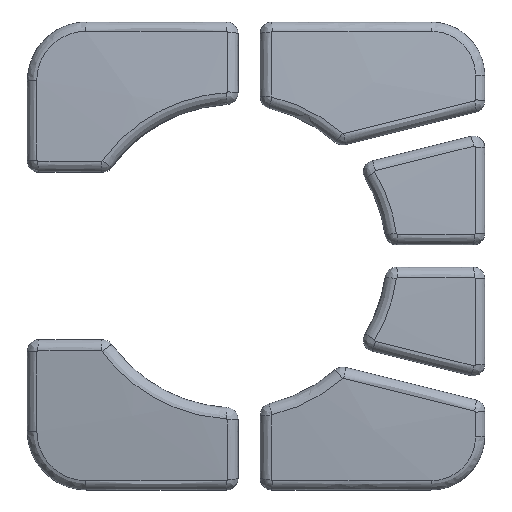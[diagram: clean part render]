
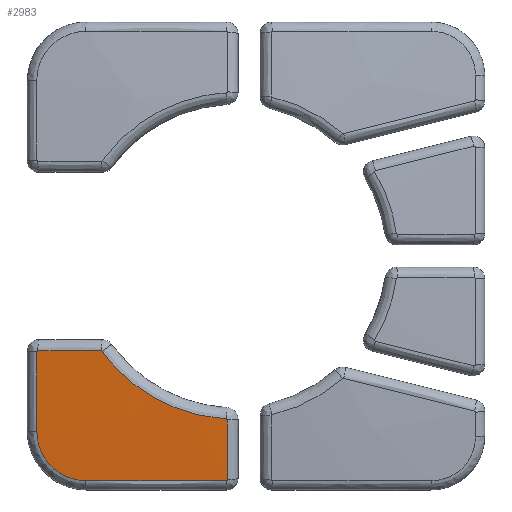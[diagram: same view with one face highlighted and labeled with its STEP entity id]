
A CAD part, top view. The second image highlights one B-rep face of the part: STEP entity #2983.
In plain terms, the highlighted spherical face has radius 375 mm.
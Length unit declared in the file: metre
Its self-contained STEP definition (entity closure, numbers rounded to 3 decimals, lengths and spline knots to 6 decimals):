
#127=SPHERICAL_SURFACE('',#3308,0.375);
#280=B_SPLINE_CURVE_WITH_KNOTS('',3,(#5563,#5564,#5565,#5566),
 .UNSPECIFIED.,.F.,.F.,(4,4),(0.,1.),.UNSPECIFIED.);
#281=B_SPLINE_CURVE_WITH_KNOTS('',3,(#5569,#5570,#5571,#5572),
 .UNSPECIFIED.,.F.,.F.,(4,4),(0.,1.),.UNSPECIFIED.);
#282=B_SPLINE_CURVE_WITH_KNOTS('',3,(#5574,#5575,#5576,#5577),
 .UNSPECIFIED.,.F.,.F.,(4,4),(0.,1.),.UNSPECIFIED.);
#283=B_SPLINE_CURVE_WITH_KNOTS('',3,(#5579,#5580,#5581,#5582),
 .UNSPECIFIED.,.F.,.F.,(4,4),(0.,1.),.UNSPECIFIED.);
#284=B_SPLINE_CURVE_WITH_KNOTS('',3,(#5584,#5585,#5586,#5587,#5588,#5589,
#5590),.UNSPECIFIED.,.F.,.F.,(4,1,1,1,4),(0.,0.25,0.5,0.75,1.),
 .UNSPECIFIED.);
#285=B_SPLINE_CURVE_WITH_KNOTS('',3,(#5592,#5593,#5594,#5595),
 .UNSPECIFIED.,.F.,.F.,(4,4),(0.,1.),.UNSPECIFIED.);
#286=B_SPLINE_CURVE_WITH_KNOTS('',3,(#5597,#5598,#5599,#5600),
 .UNSPECIFIED.,.F.,.F.,(4,4),(0.,1.),.UNSPECIFIED.);
#287=B_SPLINE_CURVE_WITH_KNOTS('',3,(#5602,#5603,#5604,#5605),
 .UNSPECIFIED.,.F.,.F.,(4,4),(0.,1.),.UNSPECIFIED.);
#288=B_SPLINE_CURVE_WITH_KNOTS('',3,(#5607,#5608,#5609,#5610),
 .UNSPECIFIED.,.F.,.F.,(4,4),(0.,1.),.UNSPECIFIED.);
#289=B_SPLINE_CURVE_WITH_KNOTS('',3,(#5612,#5613,#5614,#5615,#5616),
 .UNSPECIFIED.,.F.,.F.,(4,1,4),(0.,0.5,1.),.UNSPECIFIED.);
#916=ORIENTED_EDGE('',*,*,#1562,.T.);
#917=ORIENTED_EDGE('',*,*,#1563,.T.);
#918=ORIENTED_EDGE('',*,*,#1564,.T.);
#919=ORIENTED_EDGE('',*,*,#1565,.T.);
#920=ORIENTED_EDGE('',*,*,#1566,.T.);
#921=ORIENTED_EDGE('',*,*,#1567,.T.);
#922=ORIENTED_EDGE('',*,*,#1568,.T.);
#923=ORIENTED_EDGE('',*,*,#1569,.T.);
#924=ORIENTED_EDGE('',*,*,#1570,.T.);
#925=ORIENTED_EDGE('',*,*,#1571,.T.);
#1562=EDGE_CURVE('',#1902,#1903,#280,.T.);
#1563=EDGE_CURVE('',#1903,#1904,#281,.T.);
#1564=EDGE_CURVE('',#1904,#1905,#282,.T.);
#1565=EDGE_CURVE('',#1905,#1906,#283,.T.);
#1566=EDGE_CURVE('',#1906,#1907,#284,.T.);
#1567=EDGE_CURVE('',#1907,#1908,#285,.T.);
#1568=EDGE_CURVE('',#1908,#1909,#286,.T.);
#1569=EDGE_CURVE('',#1909,#1910,#287,.T.);
#1570=EDGE_CURVE('',#1910,#1911,#288,.T.);
#1571=EDGE_CURVE('',#1911,#1902,#289,.T.);
#1902=VERTEX_POINT('',#5567);
#1903=VERTEX_POINT('',#5568);
#1904=VERTEX_POINT('',#5573);
#1905=VERTEX_POINT('',#5578);
#1906=VERTEX_POINT('',#5583);
#1907=VERTEX_POINT('',#5591);
#1908=VERTEX_POINT('',#5596);
#1909=VERTEX_POINT('',#5601);
#1910=VERTEX_POINT('',#5606);
#1911=VERTEX_POINT('',#5611);
#2453=EDGE_LOOP('',(#916,#917,#918,#919,#920,#921,#922,#923,#924,#925));
#2705=FACE_BOUND('',#2453,.T.);
#2983=ADVANCED_FACE('',(#2705),#127,.T.);
#3308=AXIS2_PLACEMENT_3D('',#5562,#3823,#3824);
#3823=DIRECTION('',(-1.,0.,0.));
#3824=DIRECTION('',(0.,0.,1.));
#5562=CARTESIAN_POINT('',(0.0381,-0.00334,-0.3376));
#5563=CARTESIAN_POINT('',(0.013064,-0.021319,0.036131));
#5564=CARTESIAN_POINT('',(0.013023,-0.021263,0.036131));
#5565=CARTESIAN_POINT('',(0.012969,-0.021235,0.036129));
#5566=CARTESIAN_POINT('',(0.0129,-0.021235,0.036124));
#5567=CARTESIAN_POINT('',(0.013064,-0.021319,0.036131));
#5568=CARTESIAN_POINT('',(0.0129,-0.021235,0.036124));
#5569=CARTESIAN_POINT('',(0.0129,-0.021235,0.036124));
#5570=CARTESIAN_POINT('',(0.008896,-0.021239,0.035854));
#5571=CARTESIAN_POINT('',(0.004895,-0.021239,0.03552));
#5572=CARTESIAN_POINT('',(0.000902,-0.021235,0.035121));
#5573=CARTESIAN_POINT('',(0.000902,-0.021235,0.035121));
#5574=CARTESIAN_POINT('',(0.000902,-0.021235,0.035121));
#5575=CARTESIAN_POINT('',(0.000791,-0.021235,0.03511));
#5576=CARTESIAN_POINT('',(0.000701,-0.021325,0.035097));
#5577=CARTESIAN_POINT('',(0.000701,-0.021437,0.035091));
#5578=CARTESIAN_POINT('',(0.000701,-0.021437,0.035091));
#5579=CARTESIAN_POINT('',(0.000701,-0.021437,0.035091));
#5580=CARTESIAN_POINT('',(0.000701,-0.02647,0.034847));
#5581=CARTESIAN_POINT('',(0.000701,-0.031498,0.034501));
#5582=CARTESIAN_POINT('',(0.000701,-0.036517,0.034052));
#5583=CARTESIAN_POINT('',(0.000701,-0.036517,0.034052));
#5584=CARTESIAN_POINT('',(0.000701,-0.036517,0.034052));
#5585=CARTESIAN_POINT('',(0.000701,-0.037745,0.033943));
#5586=CARTESIAN_POINT('',(0.001185,-0.040146,0.033765));
#5587=CARTESIAN_POINT('',(0.003237,-0.043229,0.033645));
#5588=CARTESIAN_POINT('',(0.006328,-0.045285,0.033696));
#5589=CARTESIAN_POINT('',(0.008723,-0.045766,0.033834));
#5590=CARTESIAN_POINT('',(0.00995,-0.045766,0.033927));
#5591=CARTESIAN_POINT('',(0.00995,-0.045766,0.033927));
#5592=CARTESIAN_POINT('',(0.00995,-0.045766,0.033927));
#5593=CARTESIAN_POINT('',(0.01876,-0.045766,0.034595));
#5594=CARTESIAN_POINT('',(0.027615,-0.045766,0.03495));
#5595=CARTESIAN_POINT('',(0.036491,-0.045766,0.034989));
#5596=CARTESIAN_POINT('',(0.036491,-0.045766,0.034989));
#5597=CARTESIAN_POINT('',(0.036491,-0.045766,0.034989));
#5598=CARTESIAN_POINT('',(0.036602,-0.045766,0.034989));
#5599=CARTESIAN_POINT('',(0.036692,-0.045677,0.035));
#5600=CARTESIAN_POINT('',(0.036692,-0.045565,0.035012));
#5601=CARTESIAN_POINT('',(0.036692,-0.045565,0.035012));
#5602=CARTESIAN_POINT('',(0.036692,-0.045565,0.035012));
#5603=CARTESIAN_POINT('',(0.036692,-0.041824,0.035436));
#5604=CARTESIAN_POINT('',(0.036692,-0.038075,0.035804));
#5605=CARTESIAN_POINT('',(0.036692,-0.034323,0.036115));
#5606=CARTESIAN_POINT('',(0.036692,-0.034323,0.036115));
#5607=CARTESIAN_POINT('',(0.036692,-0.034323,0.036115));
#5608=CARTESIAN_POINT('',(0.036692,-0.034216,0.036124));
#5609=CARTESIAN_POINT('',(0.036609,-0.034127,0.036131));
#5610=CARTESIAN_POINT('',(0.036502,-0.034122,0.036131));
#5611=CARTESIAN_POINT('',(0.036502,-0.034122,0.036131));
#5612=CARTESIAN_POINT('',(0.036502,-0.034122,0.036131));
#5613=CARTESIAN_POINT('',(0.031903,-0.033883,0.036131));
#5614=CARTESIAN_POINT('',(0.022822,-0.031311,0.036131));
#5615=CARTESIAN_POINT('',(0.015749,-0.025058,0.036131));
#5616=CARTESIAN_POINT('',(0.013064,-0.021319,0.036131));
